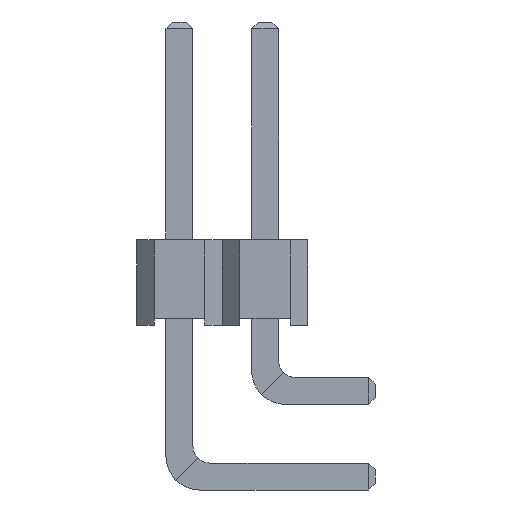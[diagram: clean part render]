
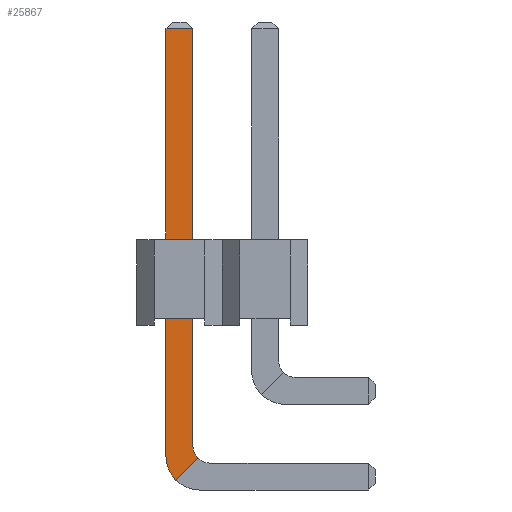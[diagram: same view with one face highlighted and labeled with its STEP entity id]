
A CAD part, front view. The second image highlights one B-rep face of the part: STEP entity #25867.
In plain terms, the highlighted planar face has unit normal (0, -1, 0).
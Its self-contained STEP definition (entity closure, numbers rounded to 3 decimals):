
#25124 = PLANE('',#25125);
#25125 = AXIS2_PLACEMENT_3D('',#25126,#25127,#25128);
#25126 = CARTESIAN_POINT('',(-2.14,-25.,9.));
#25127 = DIRECTION('',(1.,0.,0.));
#25128 = DIRECTION('',(0.,-1.,0.));
#25157 = CYLINDRICAL_SURFACE('',#25158,0.5);
#25158 = AXIS2_PLACEMENT_3D('',#25159,#25160,#25161);
#25159 = CARTESIAN_POINT('',(-1.64,-25.,-3.58));
#25160 = DIRECTION('',(0.,-1.,0.));
#25161 = DIRECTION('',(-1.,0.,0.));
#25218 = CYLINDRICAL_SURFACE('',#25219,1.);
#25219 = AXIS2_PLACEMENT_3D('',#25220,#25221,#25222);
#25220 = CARTESIAN_POINT('',(-1.94,-25.,-3.88));
#25221 = DIRECTION('',(-0.,-1.,0.));
#25222 = DIRECTION('',(-1.,0.,0.));
#25246 = PLANE('',#25247);
#25247 = AXIS2_PLACEMENT_3D('',#25248,#25249,#25250);
#25248 = CARTESIAN_POINT('',(-2.94,-25.8,9.));
#25249 = DIRECTION('',(-1.,0.,0.));
#25250 = DIRECTION('',(0.,1.,0.));
#25289 = VERTEX_POINT('',#25290);
#25290 = CARTESIAN_POINT('',(-2.14,-25.8,8.8));
#25316 = EDGE_CURVE('',#25289,#25317,#25319,.T.);
#25317 = VERTEX_POINT('',#25318);
#25318 = CARTESIAN_POINT('',(-2.14,-25.8,-3.58));
#25319 = SURFACE_CURVE('',#25320,(#25324,#25331),.PCURVE_S1.);
#25320 = LINE('',#25321,#25322);
#25321 = CARTESIAN_POINT('',(-2.14,-25.8,9.));
#25322 = VECTOR('',#25323,1.);
#25323 = DIRECTION('',(0.,0.,-1.));
#25324 = PCURVE('',#25124,#25325);
#25325 = DEFINITIONAL_REPRESENTATION('',(#25326),#25330);
#25326 = LINE('',#25327,#25328);
#25327 = CARTESIAN_POINT('',(0.8,0.));
#25328 = VECTOR('',#25329,1.);
#25329 = DIRECTION('',(0.,1.));
#25330 = ( GEOMETRIC_REPRESENTATION_CONTEXT(2) 
PARAMETRIC_REPRESENTATION_CONTEXT() REPRESENTATION_CONTEXT('2D SPACE',''
  ) );
#25331 = PCURVE('',#25332,#25337);
#25332 = PLANE('',#25333);
#25333 = AXIS2_PLACEMENT_3D('',#25334,#25335,#25336);
#25334 = CARTESIAN_POINT('',(-2.14,-25.8,9.));
#25335 = DIRECTION('',(-0.,-1.,0.));
#25336 = DIRECTION('',(-1.,0.,0.));
#25337 = DEFINITIONAL_REPRESENTATION('',(#25338),#25342);
#25338 = LINE('',#25339,#25340);
#25339 = CARTESIAN_POINT('',(0.,0.));
#25340 = VECTOR('',#25341,1.);
#25341 = DIRECTION('',(0.,1.));
#25342 = ( GEOMETRIC_REPRESENTATION_CONTEXT(2) 
PARAMETRIC_REPRESENTATION_CONTEXT() REPRESENTATION_CONTEXT('2D SPACE',''
  ) );
#25507 = VERTEX_POINT('',#25508);
#25508 = CARTESIAN_POINT('',(-1.994,-25.8,-3.934));
#25523 = PLANE('',#25524);
#25524 = AXIS2_PLACEMENT_3D('',#25525,#25526,#25527);
#25525 = CARTESIAN_POINT('',(-2.54,-25.8,-4.08));
#25526 = DIRECTION('',(0.,-1.,0.));
#25527 = DIRECTION('',(0.,0.,-1.));
#25535 = EDGE_CURVE('',#25317,#25507,#25536,.T.);
#25536 = SURFACE_CURVE('',#25537,(#25542,#25549),.PCURVE_S1.);
#25537 = CIRCLE('',#25538,0.5);
#25538 = AXIS2_PLACEMENT_3D('',#25539,#25540,#25541);
#25539 = CARTESIAN_POINT('',(-1.64,-25.8,-3.58));
#25540 = DIRECTION('',(0.,-1.,0.));
#25541 = DIRECTION('',(0.,0.,-1.));
#25542 = PCURVE('',#25157,#25543);
#25543 = DEFINITIONAL_REPRESENTATION('',(#25544),#25548);
#25544 = LINE('',#25545,#25546);
#25545 = CARTESIAN_POINT('',(-4.712,0.8));
#25546 = VECTOR('',#25547,1.);
#25547 = DIRECTION('',(1.,0.));
#25548 = ( GEOMETRIC_REPRESENTATION_CONTEXT(2) 
PARAMETRIC_REPRESENTATION_CONTEXT() REPRESENTATION_CONTEXT('2D SPACE',''
  ) );
#25549 = PCURVE('',#25332,#25550);
#25550 = DEFINITIONAL_REPRESENTATION('',(#25551),#25555);
#25551 = CIRCLE('',#25552,0.5);
#25552 = AXIS2_PLACEMENT_2D('',#25553,#25554);
#25553 = CARTESIAN_POINT('',(-0.5,12.58));
#25554 = DIRECTION('',(0.,1.));
#25555 = ( GEOMETRIC_REPRESENTATION_CONTEXT(2) 
PARAMETRIC_REPRESENTATION_CONTEXT() REPRESENTATION_CONTEXT('2D SPACE',''
  ) );
#25561 = EDGE_CURVE('',#25562,#25564,#25566,.T.);
#25562 = VERTEX_POINT('',#25563);
#25563 = CARTESIAN_POINT('',(-2.94,-25.8,8.8));
#25564 = VERTEX_POINT('',#25565);
#25565 = CARTESIAN_POINT('',(-2.94,-25.8,-3.88));
#25566 = SURFACE_CURVE('',#25567,(#25571,#25578),.PCURVE_S1.);
#25567 = LINE('',#25568,#25569);
#25568 = CARTESIAN_POINT('',(-2.94,-25.8,9.));
#25569 = VECTOR('',#25570,1.);
#25570 = DIRECTION('',(0.,0.,-1.));
#25571 = PCURVE('',#25246,#25572);
#25572 = DEFINITIONAL_REPRESENTATION('',(#25573),#25577);
#25573 = LINE('',#25574,#25575);
#25574 = CARTESIAN_POINT('',(0.,0.));
#25575 = VECTOR('',#25576,1.);
#25576 = DIRECTION('',(0.,1.));
#25577 = ( GEOMETRIC_REPRESENTATION_CONTEXT(2) 
PARAMETRIC_REPRESENTATION_CONTEXT() REPRESENTATION_CONTEXT('2D SPACE',''
  ) );
#25578 = PCURVE('',#25332,#25579);
#25579 = DEFINITIONAL_REPRESENTATION('',(#25580),#25584);
#25580 = LINE('',#25581,#25582);
#25581 = CARTESIAN_POINT('',(0.8,0.));
#25582 = VECTOR('',#25583,1.);
#25583 = DIRECTION('',(0.,1.));
#25584 = ( GEOMETRIC_REPRESENTATION_CONTEXT(2) 
PARAMETRIC_REPRESENTATION_CONTEXT() REPRESENTATION_CONTEXT('2D SPACE',''
  ) );
#25768 = VERTEX_POINT('',#25769);
#25769 = CARTESIAN_POINT('',(-2.647,-25.8,-4.587));
#25791 = EDGE_CURVE('',#25564,#25768,#25792,.T.);
#25792 = SURFACE_CURVE('',#25793,(#25798,#25805),.PCURVE_S1.);
#25793 = CIRCLE('',#25794,1.);
#25794 = AXIS2_PLACEMENT_3D('',#25795,#25796,#25797);
#25795 = CARTESIAN_POINT('',(-1.94,-25.8,-3.88));
#25796 = DIRECTION('',(0.,-1.,0.));
#25797 = DIRECTION('',(0.,0.,-1.));
#25798 = PCURVE('',#25218,#25799);
#25799 = DEFINITIONAL_REPRESENTATION('',(#25800),#25804);
#25800 = LINE('',#25801,#25802);
#25801 = CARTESIAN_POINT('',(-4.712,0.8));
#25802 = VECTOR('',#25803,1.);
#25803 = DIRECTION('',(1.,0.));
#25804 = ( GEOMETRIC_REPRESENTATION_CONTEXT(2) 
PARAMETRIC_REPRESENTATION_CONTEXT() REPRESENTATION_CONTEXT('2D SPACE',''
  ) );
#25805 = PCURVE('',#25332,#25806);
#25806 = DEFINITIONAL_REPRESENTATION('',(#25807),#25811);
#25807 = CIRCLE('',#25808,1.);
#25808 = AXIS2_PLACEMENT_2D('',#25809,#25810);
#25809 = CARTESIAN_POINT('',(-0.2,12.88));
#25810 = DIRECTION('',(0.,1.));
#25811 = ( GEOMETRIC_REPRESENTATION_CONTEXT(2) 
PARAMETRIC_REPRESENTATION_CONTEXT() REPRESENTATION_CONTEXT('2D SPACE',''
  ) );
#25835 = PLANE('',#25836);
#25836 = AXIS2_PLACEMENT_3D('',#25837,#25838,#25839);
#25837 = CARTESIAN_POINT('',(-2.14,-25.7,8.9));
#25838 = DIRECTION('',(0.,-0.707,0.707)
  );
#25839 = DIRECTION('',(-1.,0.,0.));
#25867 = ADVANCED_FACE('',(#25868),#25332,.T.);
#25868 = FACE_BOUND('',#25869,.T.);
#25869 = EDGE_LOOP('',(#25870,#25871,#25892,#25893,#25894,#25915));
#25870 = ORIENTED_EDGE('',*,*,#25316,.F.);
#25871 = ORIENTED_EDGE('',*,*,#25872,.T.);
#25872 = EDGE_CURVE('',#25289,#25562,#25873,.T.);
#25873 = SURFACE_CURVE('',#25874,(#25878,#25885),.PCURVE_S1.);
#25874 = LINE('',#25875,#25876);
#25875 = CARTESIAN_POINT('',(-2.14,-25.8,8.8));
#25876 = VECTOR('',#25877,1.);
#25877 = DIRECTION('',(-1.,0.,0.));
#25878 = PCURVE('',#25332,#25879);
#25879 = DEFINITIONAL_REPRESENTATION('',(#25880),#25884);
#25880 = LINE('',#25881,#25882);
#25881 = CARTESIAN_POINT('',(0.,0.2));
#25882 = VECTOR('',#25883,1.);
#25883 = DIRECTION('',(1.,0.));
#25884 = ( GEOMETRIC_REPRESENTATION_CONTEXT(2) 
PARAMETRIC_REPRESENTATION_CONTEXT() REPRESENTATION_CONTEXT('2D SPACE',''
  ) );
#25885 = PCURVE('',#25835,#25886);
#25886 = DEFINITIONAL_REPRESENTATION('',(#25887),#25891);
#25887 = LINE('',#25888,#25889);
#25888 = CARTESIAN_POINT('',(0.,0.141));
#25889 = VECTOR('',#25890,1.);
#25890 = DIRECTION('',(1.,0.));
#25891 = ( GEOMETRIC_REPRESENTATION_CONTEXT(2) 
PARAMETRIC_REPRESENTATION_CONTEXT() REPRESENTATION_CONTEXT('2D SPACE',''
  ) );
#25892 = ORIENTED_EDGE('',*,*,#25561,.T.);
#25893 = ORIENTED_EDGE('',*,*,#25791,.T.);
#25894 = ORIENTED_EDGE('',*,*,#25895,.F.);
#25895 = EDGE_CURVE('',#25507,#25768,#25896,.T.);
#25896 = SURFACE_CURVE('',#25897,(#25901,#25908),.PCURVE_S1.);
#25897 = LINE('',#25898,#25899);
#25898 = CARTESIAN_POINT('',(-2.14,-25.8,-4.08));
#25899 = VECTOR('',#25900,1.);
#25900 = DIRECTION('',(-0.707,0.,
    -0.707));
#25901 = PCURVE('',#25332,#25902);
#25902 = DEFINITIONAL_REPRESENTATION('',(#25903),#25907);
#25903 = LINE('',#25904,#25905);
#25904 = CARTESIAN_POINT('',(0.,13.08));
#25905 = VECTOR('',#25906,1.);
#25906 = DIRECTION('',(0.707,0.707));
#25907 = ( GEOMETRIC_REPRESENTATION_CONTEXT(2) 
PARAMETRIC_REPRESENTATION_CONTEXT() REPRESENTATION_CONTEXT('2D SPACE',''
  ) );
#25908 = PCURVE('',#25523,#25909);
#25909 = DEFINITIONAL_REPRESENTATION('',(#25910),#25914);
#25910 = LINE('',#25911,#25912);
#25911 = CARTESIAN_POINT('',(0.,0.4));
#25912 = VECTOR('',#25913,1.);
#25913 = DIRECTION('',(0.707,-0.707));
#25914 = ( GEOMETRIC_REPRESENTATION_CONTEXT(2) 
PARAMETRIC_REPRESENTATION_CONTEXT() REPRESENTATION_CONTEXT('2D SPACE',''
  ) );
#25915 = ORIENTED_EDGE('',*,*,#25535,.F.);
